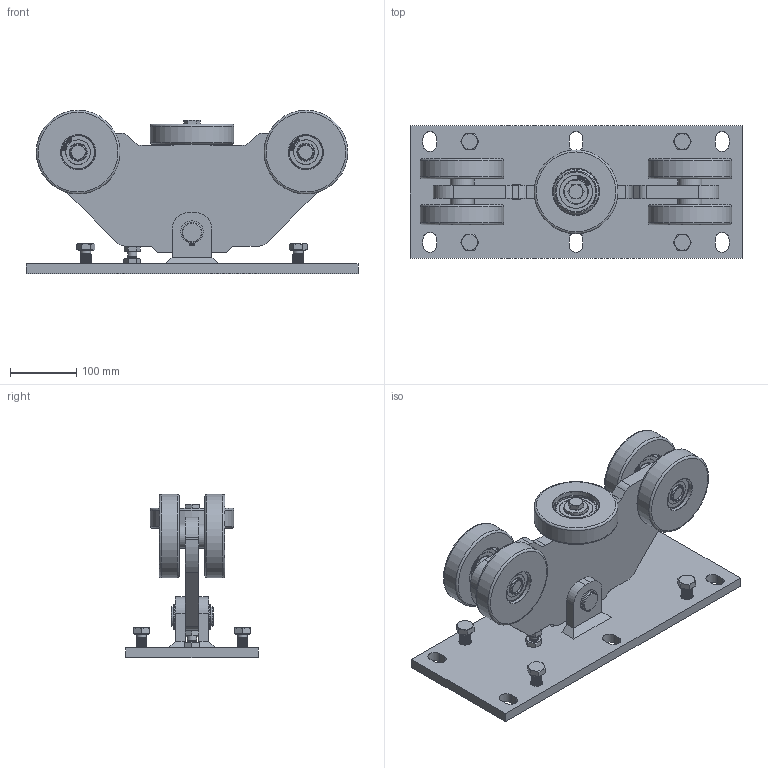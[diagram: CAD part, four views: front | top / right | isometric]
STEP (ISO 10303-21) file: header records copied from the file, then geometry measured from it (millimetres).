
FILE_DESCRIPTION(/* description */ ('CGS-350.5G CARRELLO PER AUTOPORTANTI'),/* implementation_level */ '2;1');
FILE_NAME(/* name */ '10130010 001.stp',/* time_stamp */ '2022-02-11T11:31:38+01:00',/* author */ ('sbizzotto'),/* organization */ (''),/* preprocessor_version */ 'ST-DEVELOPER v17.2',/* originating_system */ 'Autodesk Inventor 2019',/* authorisation */ '');
FILE_SCHEMA (('AUTOMOTIVE_DESIGN { 1 0 10303 214 3 1 1 }'));
Length unit declared in the file: millimetre
Products named in the file (19): 10130010  001; 36201202; 36201202_1; 26201203; 26401608; 27510002; 23000636; 22000328; 71104097  001; 71200511  001; 21000708; 71500624; 23000138  001; 71104083; 33001256  001; 23001256; 74101046; 74101046_1; 74101032 GUARNIZIONE 2RS
Assembly tree (33 placements, depth 4):
  10130010  001
    36201202
      36201202_1
      26201203
      26401608  x2
    27510002
    23000636  x4
    22000328  x2
    71104097  001  x4
    71104083  x2
    71200511  001
    21000708
    71500624  x2
    23000138  001
    33001256  001  x5
      23001256
      74101046
        74101046_1
        74101032 GUARNIZIONE 2RS  x2
Bounding box: 500 x 200 x 246 mm (x, y, z)
Volume: 4529122.7 mm3; surface area: 768360.3 mm2
Topology: 108 solids, 108 shells, 2504 faces, 7104 edges, 4838 vertices
Faces by surface type: bspline 970, plane 760, cylinder 251, torus 239, cone 224, sphere 60
Full cylindrical faces by diameter (mm): 2 x4, 11.835 x5, 13.835 x4, 14 x24, 14.5 x1, 14.917 x4, 16 x56, 19.37 x2, 21.2 x2, 22 x4, 24.8 x2, 24.9 x2, 25 x7, 25.2 x4, 28.6 x2, 30 x5, 30.2 x1, 30.3 x2, 35 x1, 36 x4, 37.062 x10, 37.1 x10, 49.938 x10, 49.99 x10, 52 x5, 62 x10, 70 x5, 126 x5
Entity records: 19703 total; most frequent: CARTESIAN_POINT 4546, ORIENTED_EDGE 3066, DIRECTION 2998, EDGE_CURVE 1533, AXIS2_PLACEMENT_3D 1199, VERTEX_POINT 1105, CIRCLE 709, EDGE_LOOP 632
